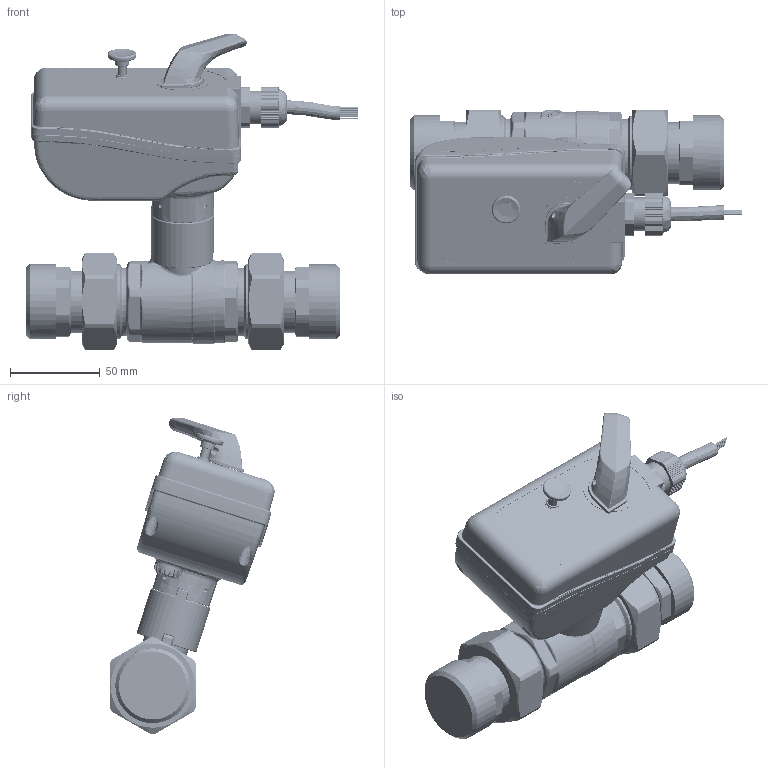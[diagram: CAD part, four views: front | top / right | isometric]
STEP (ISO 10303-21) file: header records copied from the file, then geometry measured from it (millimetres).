
FILE_DESCRIPTION(('CATIA V5 STEP Exchange','CAx-IF Rec.Pracs.--- Model Styling and Organization---1.5--- 2016-08-15','CAx-IF Rec.Pracs.---Supplemental Geometry---1.0---2011-11-01','CAx-IF Rec.Pracs.--- Composite Materials ---3.4---2017-06-13','CAx-IF Rec.Pracs.---Tessellated 3D Geometry---1.0---2015-12-17'),'2;1');
FILE_NAME('STEP_645272_-_TST.stp','2023-09-08T14:17:43+00:00',('none'),('none'),'CATIA Version 5-6 Release 2020 SP5','CATIA V5 STEP AP242 v2','none');
FILE_SCHEMA(('AP242_MANAGED_MODEL_BASED_3D_ENGINEERING_MIM_LF {1 0 10303 442 1 1 4}'));
Products named in the file (1): 645272 - TST
Bounding box: 185.31 x 92.21 x 176.38 mm (x, y, z)
Volume: 307523.9 mm3; surface area: 151631.3 mm2
Topology: 2 solids, 2243 shells, 2953 faces, 25939 edges, 25134 vertices
Faces by surface type: bspline 961, plane 840, cylinder 705, revolution 292, torus 69, cone 55, sphere 31
Entity records: 278651 total; most frequent: CARTESIAN_POINT 149691, ORIENTED_EDGE 27385, EDGE_CURVE 25803, VERTEX_POINT 25114, B_SPLINE_CURVE_WITH_KNOTS 23317, DIRECTION 4544, EDGE_LOOP 3109, ADVANCED_FACE 2942
